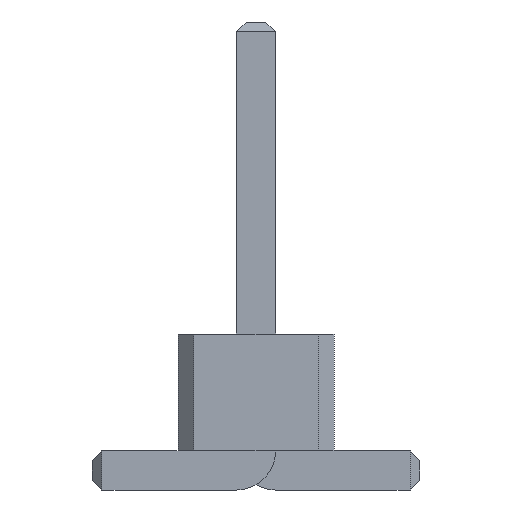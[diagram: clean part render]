
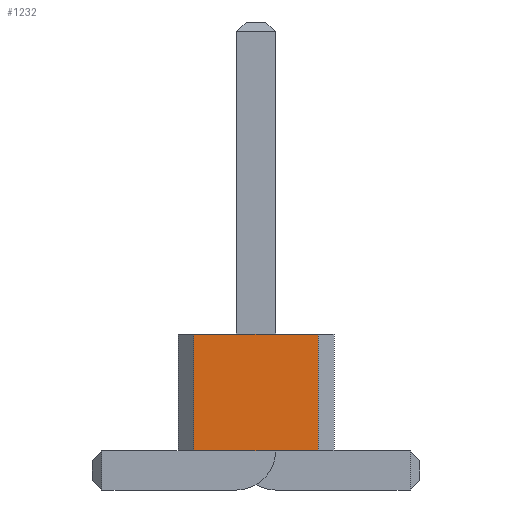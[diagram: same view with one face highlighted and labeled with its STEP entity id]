
A CAD part, front view. The second image highlights one B-rep face of the part: STEP entity #1232.
In plain terms, the highlighted planar face has unit normal (0, -1, 0).
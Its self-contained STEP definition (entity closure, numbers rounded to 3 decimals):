
#310 = VERTEX_POINT('',#311);
#311 = CARTESIAN_POINT('',(0.8,-4.,0.5));
#317 = EDGE_CURVE('',#318,#310,#320,.T.);
#318 = VERTEX_POINT('',#319);
#319 = CARTESIAN_POINT('',(-0.8,-4.,0.5));
#320 = LINE('',#321,#322);
#321 = CARTESIAN_POINT('',(-0.8,-4.,0.5));
#322 = VECTOR('',#323,1.);
#323 = DIRECTION('',(1.,0.,0.));
#599 = VERTEX_POINT('',#600);
#600 = CARTESIAN_POINT('',(0.8,-4.,2.));
#606 = EDGE_CURVE('',#607,#599,#609,.T.);
#607 = VERTEX_POINT('',#608);
#608 = CARTESIAN_POINT('',(-0.8,-4.,2.));
#609 = LINE('',#610,#611);
#610 = CARTESIAN_POINT('',(-0.8,-4.,2.));
#611 = VECTOR('',#612,1.);
#612 = DIRECTION('',(1.,0.,0.));
#1221 = EDGE_CURVE('',#318,#607,#1222,.T.);
#1222 = LINE('',#1223,#1224);
#1223 = CARTESIAN_POINT('',(-0.8,-4.,0.5));
#1224 = VECTOR('',#1225,1.);
#1225 = DIRECTION('',(0.,0.,1.));
#1232 = ADVANCED_FACE('',(#1233),#1244,.F.);
#1233 = FACE_BOUND('',#1234,.F.);
#1234 = EDGE_LOOP('',(#1235,#1236,#1237,#1243));
#1235 = ORIENTED_EDGE('',*,*,#1221,.T.);
#1236 = ORIENTED_EDGE('',*,*,#606,.T.);
#1237 = ORIENTED_EDGE('',*,*,#1238,.F.);
#1238 = EDGE_CURVE('',#310,#599,#1239,.T.);
#1239 = LINE('',#1240,#1241);
#1240 = CARTESIAN_POINT('',(0.8,-4.,0.5));
#1241 = VECTOR('',#1242,1.);
#1242 = DIRECTION('',(0.,0.,1.));
#1243 = ORIENTED_EDGE('',*,*,#317,.F.);
#1244 = PLANE('',#1245);
#1245 = AXIS2_PLACEMENT_3D('',#1246,#1247,#1248);
#1246 = CARTESIAN_POINT('',(-0.8,-4.,0.5));
#1247 = DIRECTION('',(0.,1.,0.));
#1248 = DIRECTION('',(1.,0.,0.));
